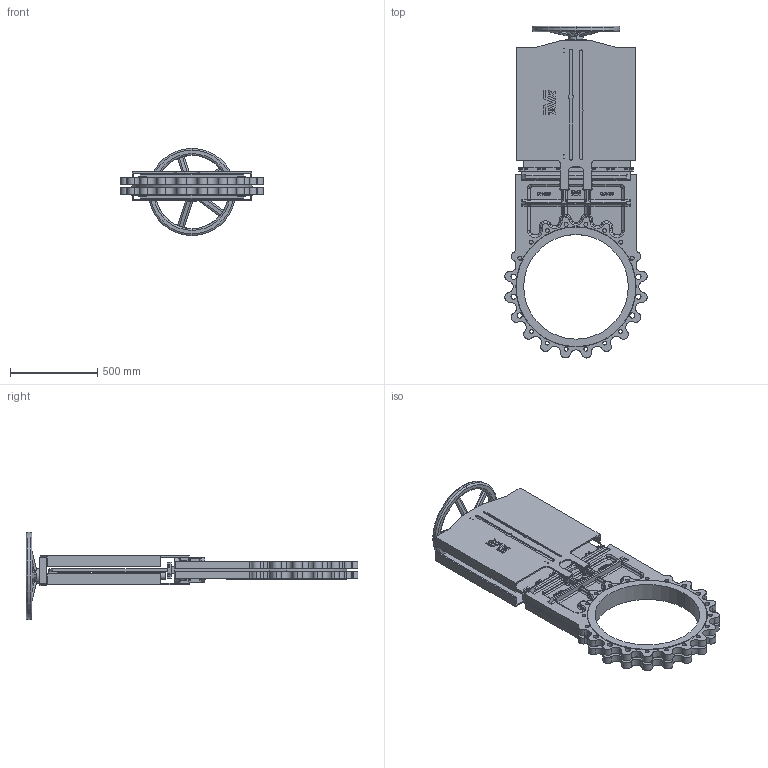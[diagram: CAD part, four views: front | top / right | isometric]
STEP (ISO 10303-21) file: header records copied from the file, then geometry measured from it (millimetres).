
FILE_DESCRIPTION (( 'STEP AP203' ), '1' );
FILE_NAME ('70260010034.STEP', '2017-04-12T07:21:18', ( '' ), ( '' ), 'SwSTEP 2.0', 'SolidWorks 2016', '' );
FILE_SCHEMA (( 'CONFIG_CONTROL_DESIGN' ));
Length unit declared in the file: millimetre
Products named in the file (1): 70260010034
Bounding box: 816.52 x 1904.76 x 500 mm (x, y, z)
Volume: 57506759.2 mm3; surface area: 5400812.7 mm2
Topology: 1 solids, 1 shells, 1865 faces, 5079 edges, 3201 vertices
Faces by surface type: cylinder 826, plane 641, bspline 208, torus 152, sphere 36, cone 2
Entity records: 74234 total; most frequent: CARTESIAN_POINT 27587, ORIENTED_EDGE 10010, DIRECTION 9574, EDGE_CURVE 5005, AXIS2_PLACEMENT_3D 3455, VERTEX_POINT 3201, VECTOR 2664, LINE 2664
